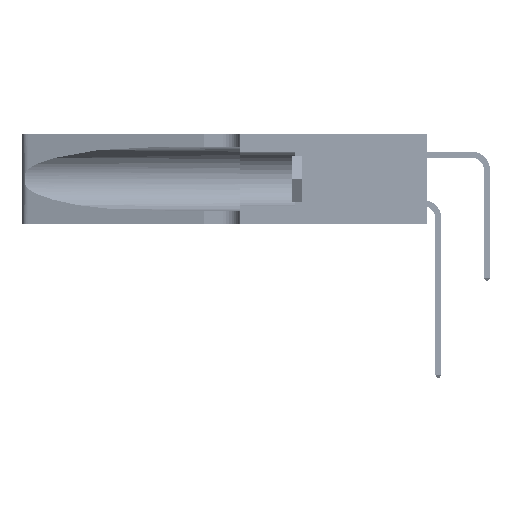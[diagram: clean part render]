
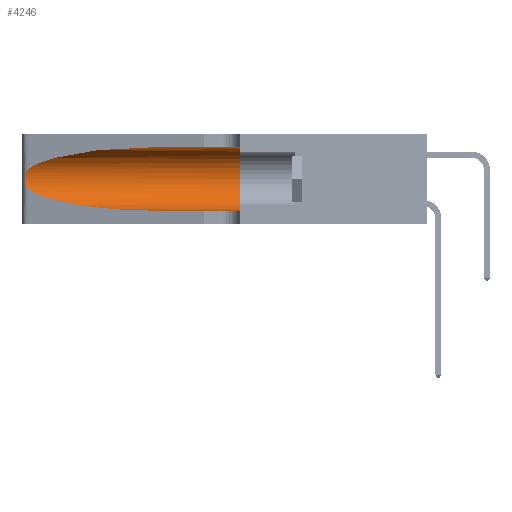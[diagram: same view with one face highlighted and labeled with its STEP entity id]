
A CAD part, left-side view. The second image highlights one B-rep face of the part: STEP entity #4246.
In plain terms, the highlighted cylindrical face has radius 3.308 mm (diameter 6.617 mm), a partial arc.
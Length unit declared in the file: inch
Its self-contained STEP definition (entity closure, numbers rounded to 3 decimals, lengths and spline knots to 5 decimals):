
#137 = VERTEX_POINT ( 'NONE', #4548 ) ;
#238 = VECTOR ( 'NONE', #43574, 39.37008 ) ;
#722 = EDGE_CURVE ( 'NONE', #33546, #23051, #21042, .T. ) ;
#3499 = CARTESIAN_POINT ( 'NONE',  ( 0.25856, 1.23593, 0.16098 ) ) ;
#4246 = ADVANCED_FACE ( 'NONE', ( #21359 ), #39894, .F. ) ;
#4548 = CARTESIAN_POINT ( 'NONE',  ( 0.1305, 0.35, 0.31525 ) ) ;
#4605 = ORIENTED_EDGE ( 'NONE', *, *, #14533, .T. ) ;
#5293 = VERTEX_POINT ( 'NONE', #38661 ) ;
#5912 = CARTESIAN_POINT ( 'NONE',  ( 0.25487, 1.22718, 0.22369 ) ) ;
#6192 = CARTESIAN_POINT ( 'NONE',  ( 0.25487, 1.22718, 0.22369 ) ) ;
#6882 = CARTESIAN_POINT ( 'NONE',  ( 0.25555, 1.22994, 0.2215 ) ) ;
#7054 = CARTESIAN_POINT ( 'NONE',  ( 0.25487, 1.22718, 0.22369 ) ) ;
#7197 = CARTESIAN_POINT ( 'NONE',  ( 0.1305, 1.61858, 0.185 ) ) ;
#7215 = CARTESIAN_POINT ( 'NONE',  ( 0.25639, 1.23186, 0.15144 ) ) ;
#9574 = ORIENTED_EDGE ( 'NONE', *, *, #45735, .F. ) ;
#10939 = CARTESIAN_POINT ( 'NONE',  ( 0.25487, 1.22718, 0.14631 ) ) ;
#11468 = CARTESIAN_POINT ( 'NONE',  ( 0.1305, 0.72297, 0.31525 ) ) ;
#13926 = CARTESIAN_POINT ( 'NONE',  ( 0.1305, 0.72297, 0.05475 ) ) ;
#14479 = CARTESIAN_POINT ( 'NONE',  ( 0.25639, 1.23184, 0.21858 ) ) ;
#14533 = EDGE_CURVE ( 'NONE', #23051, #39135, #17458, .T. ) ;
#17458 = B_SPLINE_CURVE_WITH_KNOTS ( 'NONE', 3,
 ( #7054, #6882, #14479, #40410, #18191, #44123, #21949, #47816, #25653, #3499, #29347, #7215, #33089, #10939 ),
 .UNSPECIFIED., .F., .F.,
 ( 4, 2, 2, 2, 2, 2, 4 ),
 ( 0., 0.00027, 0.00053, 0.00107, 0.0016, 0.00187, 0.00214 ),
 .UNSPECIFIED. ) ;
#17498 = CARTESIAN_POINT ( 'NONE',  ( 0.25487, 1.22718, 0.14631 ) ) ;
#17552 = CARTESIAN_POINT ( 'NONE',  ( 0.1305, 1.61858, 0.31525 ) ) ;
#18191 = CARTESIAN_POINT ( 'NONE',  ( 0.25854, 1.2359, 0.20912 ) ) ;
#18359 = ORIENTED_EDGE ( 'NONE', *, *, #23095, .T. ) ;
#18594 = ORIENTED_EDGE ( 'NONE', *, *, #30123, .T. ) ;
#20041 = CARTESIAN_POINT ( 'NONE',  ( 0.1305, 0.35, 0.185 ) ) ;
#21042 =( BOUNDED_CURVE ( )  B_SPLINE_CURVE ( 3, ( #28068, #24212, #24378, #5912 ),
 .UNSPECIFIED., .F., .F. ) 
 B_SPLINE_CURVE_WITH_KNOTS ( ( 4, 4 ),
 ( 1.5708, 2.84003 ),
 .UNSPECIFIED. ) 
 CURVE ( )  GEOMETRIC_REPRESENTATION_ITEM ( )  RATIONAL_B_SPLINE_CURVE ( ( 1., 0.87, 0.87, 1. ) ) 
 REPRESENTATION_ITEM ( '' )  );
#21303 = DIRECTION ( 'NONE',  ( 0., -1., 0. ) ) ;
#21359 = FACE_OUTER_BOUND ( 'NONE', #26146, .T. ) ;
#21949 = CARTESIAN_POINT ( 'NONE',  ( 0.26075, 1.23896, 0.19203 ) ) ;
#23051 = VERTEX_POINT ( 'NONE', #6192 ) ;
#23095 = EDGE_CURVE ( 'NONE', #39135, #5293, #31083, .T. ) ;
#23775 = DIRECTION ( 'NONE',  ( 0., 0., 1. ) ) ;
#24212 = CARTESIAN_POINT ( 'NONE',  ( 0.18966, 0.96281, 0.31525 ) ) ;
#24378 = CARTESIAN_POINT ( 'NONE',  ( 0.2373, 1.15595, 0.28018 ) ) ;
#24791 = AXIS2_PLACEMENT_3D ( 'NONE', #7197, #33068, #40388 ) ;
#25653 = CARTESIAN_POINT ( 'NONE',  ( 0.26017, 1.23833, 0.17102 ) ) ;
#25900 = CIRCLE ( 'NONE', #34095, 0.13025 ) ;
#25969 = CARTESIAN_POINT ( 'NONE',  ( 0.25487, 1.22718, 0.14631 ) ) ;
#26146 = EDGE_LOOP ( 'NONE', ( #44787, #4605, #18359, #18594, #45675, #9574 ) ) ;
#28068 = CARTESIAN_POINT ( 'NONE',  ( 0.1305, 0.72297, 0.31525 ) ) ;
#28634 = CARTESIAN_POINT ( 'NONE',  ( 0.1305, 1.61858, 0.05475 ) ) ;
#28644 = EDGE_CURVE ( 'NONE', #137, #33179, #25900, .T. ) ;
#29347 = CARTESIAN_POINT ( 'NONE',  ( 0.25789, 1.23486, 0.15765 ) ) ;
#30123 = EDGE_CURVE ( 'NONE', #5293, #33179, #30959, .T. ) ;
#30959 = LINE ( 'NONE', #28634, #238 ) ;
#31083 =( BOUNDED_CURVE ( )  B_SPLINE_CURVE ( 3, ( #17498, #32372, #36094, #13926 ),
 .UNSPECIFIED., .F., .F. ) 
 B_SPLINE_CURVE_WITH_KNOTS ( ( 4, 4 ),
 ( 3.44316, 4.71239 ),
 .UNSPECIFIED. ) 
 CURVE ( )  GEOMETRIC_REPRESENTATION_ITEM ( )  RATIONAL_B_SPLINE_CURVE ( ( 1., 0.87, 0.87, 1. ) ) 
 REPRESENTATION_ITEM ( '' )  );
#32372 = CARTESIAN_POINT ( 'NONE',  ( 0.2373, 1.15595, 0.08982 ) ) ;
#33068 = DIRECTION ( 'NONE',  ( 0., -1., 0. ) ) ;
#33089 = CARTESIAN_POINT ( 'NONE',  ( 0.25555, 1.22993, 0.14849 ) ) ;
#33179 = VERTEX_POINT ( 'NONE', #46610 ) ;
#33546 = VERTEX_POINT ( 'NONE', #11468 ) ;
#34095 = AXIS2_PLACEMENT_3D ( 'NONE', #20041, #45937, #23775 ) ;
#36094 = CARTESIAN_POINT ( 'NONE',  ( 0.18966, 0.96281, 0.05475 ) ) ;
#37227 = LINE ( 'NONE', #17552, #44768 ) ;
#38661 = CARTESIAN_POINT ( 'NONE',  ( 0.1305, 0.72297, 0.05475 ) ) ;
#39135 = VERTEX_POINT ( 'NONE', #25969 ) ;
#39894 = CYLINDRICAL_SURFACE ( 'NONE', #24791, 0.13025 ) ;
#40388 = DIRECTION ( 'NONE',  ( 0., 0., -1. ) ) ;
#40410 = CARTESIAN_POINT ( 'NONE',  ( 0.25787, 1.23484, 0.2124 ) ) ;
#43574 = DIRECTION ( 'NONE',  ( 0., -1., 0. ) ) ;
#44123 = CARTESIAN_POINT ( 'NONE',  ( 0.26018, 1.23835, 0.19895 ) ) ;
#44768 = VECTOR ( 'NONE', #21303, 39.37008 ) ;
#44787 = ORIENTED_EDGE ( 'NONE', *, *, #722, .T. ) ;
#45675 = ORIENTED_EDGE ( 'NONE', *, *, #28644, .F. ) ;
#45735 = EDGE_CURVE ( 'NONE', #33546, #137, #37227, .T. ) ;
#45937 = DIRECTION ( 'NONE',  ( 0., 1., 0. ) ) ;
#46610 = CARTESIAN_POINT ( 'NONE',  ( 0.1305, 0.35, 0.05475 ) ) ;
#47816 = CARTESIAN_POINT ( 'NONE',  ( 0.26075, 1.23896, 0.178 ) ) ;
